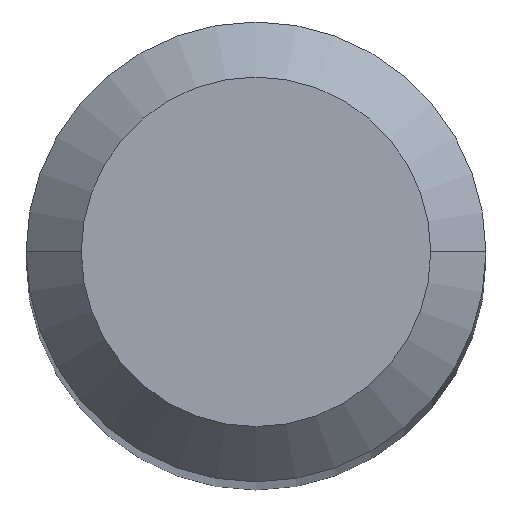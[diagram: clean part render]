
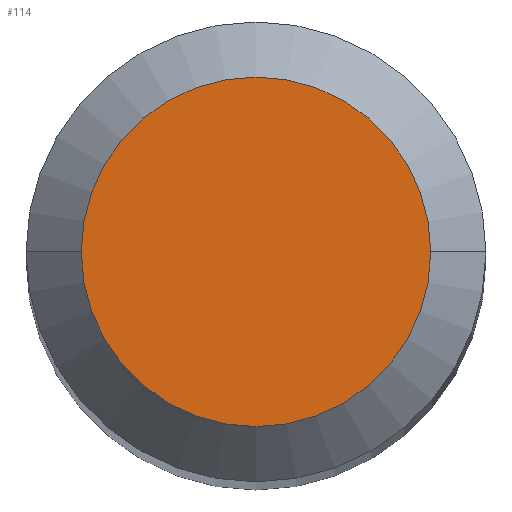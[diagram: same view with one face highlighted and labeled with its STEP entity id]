
A CAD part, top view. The second image highlights one B-rep face of the part: STEP entity #114.
In plain terms, the highlighted planar face has unit normal (0, 0, 1).
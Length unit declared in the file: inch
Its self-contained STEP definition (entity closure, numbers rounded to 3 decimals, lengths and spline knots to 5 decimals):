
#11 = CARTESIAN_POINT ( 'NONE',  ( 0., 0., 0. ) ) ;
#31 = AXIS2_PLACEMENT_3D ( 'NONE', #11, #328, #201 ) ;
#32 = FACE_OUTER_BOUND ( 'NONE', #110, .T. ) ;
#63 = DIRECTION ( 'NONE',  ( 1., 0., 0. ) ) ;
#82 = AXIS2_PLACEMENT_3D ( 'NONE', #211, #329, #252 ) ;
#100 = CIRCLE ( 'NONE', #345, 0.0475 ) ;
#110 = EDGE_LOOP ( 'NONE', ( #115, #222 ) ) ;
#114 = ADVANCED_FACE ( 'NONE', ( #32 ), #337, .F. ) ;
#115 = ORIENTED_EDGE ( 'NONE', *, *, #253, .T. ) ;
#136 = EDGE_CURVE ( 'NONE', #141, #291, #100, .T. ) ;
#141 = VERTEX_POINT ( 'NONE', #214 ) ;
#201 = DIRECTION ( 'NONE',  ( 1., 0., 0. ) ) ;
#211 = CARTESIAN_POINT ( 'NONE',  ( 0., 0.0475, 0. ) ) ;
#214 = CARTESIAN_POINT ( 'NONE',  ( 0.0475, 0., 0. ) ) ;
#222 = ORIENTED_EDGE ( 'NONE', *, *, #136, .T. ) ;
#250 = CARTESIAN_POINT ( 'NONE',  ( 0., 0., 0. ) ) ;
#252 = DIRECTION ( 'NONE',  ( -1., 0., 0. ) ) ;
#253 = EDGE_CURVE ( 'NONE', #291, #141, #268, .T. ) ;
#268 = CIRCLE ( 'NONE', #31, 0.0475 ) ;
#291 = VERTEX_POINT ( 'NONE', #331 ) ;
#328 = DIRECTION ( 'NONE',  ( 0., 0., 1. ) ) ;
#329 = DIRECTION ( 'NONE',  ( 0., 0., -1. ) ) ;
#331 = CARTESIAN_POINT ( 'NONE',  ( -0.0475, 0., 0. ) ) ;
#337 = PLANE ( 'NONE',  #82 ) ;
#345 = AXIS2_PLACEMENT_3D ( 'NONE', #250, #397, #63 ) ;
#397 = DIRECTION ( 'NONE',  ( 0., 0., 1. ) ) ;
